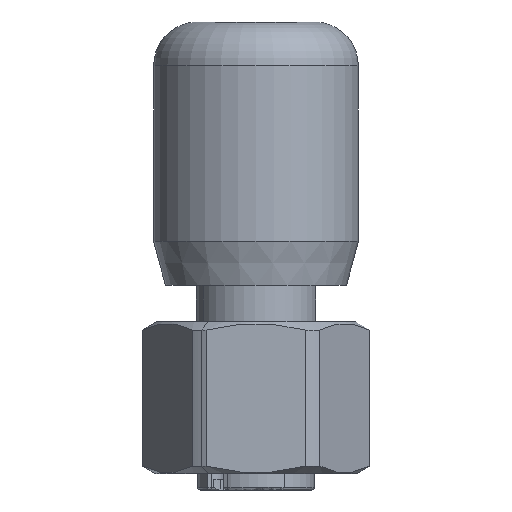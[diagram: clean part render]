
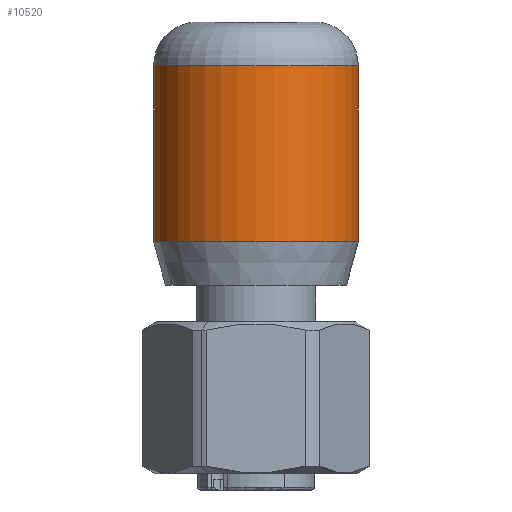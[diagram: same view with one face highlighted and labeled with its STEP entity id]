
A CAD part, front view. The second image highlights one B-rep face of the part: STEP entity #10520.
In plain terms, the highlighted cylindrical face has radius 7 mm (diameter 14 mm), a partial arc.
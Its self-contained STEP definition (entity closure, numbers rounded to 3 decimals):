
#10337=AXIS2_PLACEMENT_3D('Circle Axis2P3D',#10335,#10336,$) ;
#10475=AXIS2_PLACEMENT_3D('Cylinder Axis2P3D',#10472,#10473,#10474) ;
#10511=AXIS2_PLACEMENT_3D('Circle Axis2P3D',#10509,#10510,$) ;
#10332=CARTESIAN_POINT('Vertex',(0.775,7.,29.)) ;
#10335=CARTESIAN_POINT('Axis2P3D Location',(7.775,7.,29.)) ;
#10339=CARTESIAN_POINT('Vertex',(14.775,7.,29.)) ;
#10472=CARTESIAN_POINT('Axis2P3D Location',(7.775,7.,25.)) ;
#10477=CARTESIAN_POINT('Line Origine',(0.775,7.,25.)) ;
#10481=CARTESIAN_POINT('Vertex',(0.775,7.,17.)) ;
#10484=CARTESIAN_POINT('Line Origine',(14.775,7.,25.)) ;
#10488=CARTESIAN_POINT('Vertex',(14.775,7.,17.)) ;
#10509=CARTESIAN_POINT('Axis2P3D Location',(7.775,7.,17.)) ;
#10336=DIRECTION('Axis2P3D Direction',(0.,0.,1.)) ;
#10473=DIRECTION('Axis2P3D Direction',(0.,0.,1.)) ;
#10474=DIRECTION('Axis2P3D XDirection',(1.,0.,0.)) ;
#10478=DIRECTION('Vector Direction',(0.,0.,1.)) ;
#10485=DIRECTION('Vector Direction',(0.,0.,1.)) ;
#10510=DIRECTION('Axis2P3D Direction',(0.,0.,1.)) ;
#10479=VECTOR('Line Direction',#10478,1.) ;
#10486=VECTOR('Line Direction',#10485,1.) ;
#10515=ORIENTED_EDGE('',*,*,#10490,.T.) ;
#10516=ORIENTED_EDGE('',*,*,#10341,.F.) ;
#10517=ORIENTED_EDGE('',*,*,#10483,.F.) ;
#10518=ORIENTED_EDGE('',*,*,#10513,.T.) ;
#10520=ADVANCED_FACE('51821_SAIL-M12BW-VA-4-XXX.1\\33025_SAIL_GF_WI_M12.1\\K\X2\00F6\X0\rper.2',(#10519),#10476,.T.) ;
#10338=CIRCLE('generated circle',#10337,7.) ;
#10512=CIRCLE('generated circle',#10511,7.) ;
#10476=CYLINDRICAL_SURFACE('generated cylinder',#10475,7.) ;
#10341=EDGE_CURVE('',#10333,#10340,#10338,.T.) ;
#10483=EDGE_CURVE('',#10482,#10333,#10480,.T.) ;
#10490=EDGE_CURVE('',#10489,#10340,#10487,.T.) ;
#10513=EDGE_CURVE('',#10482,#10489,#10512,.T.) ;
#10514=EDGE_LOOP('',(#10515,#10516,#10517,#10518)) ;
#10519=FACE_OUTER_BOUND('',#10514,.T.) ;
#10480=LINE('Line',#10477,#10479) ;
#10487=LINE('Line',#10484,#10486) ;
#10333=VERTEX_POINT('',#10332) ;
#10340=VERTEX_POINT('',#10339) ;
#10482=VERTEX_POINT('',#10481) ;
#10489=VERTEX_POINT('',#10488) ;
